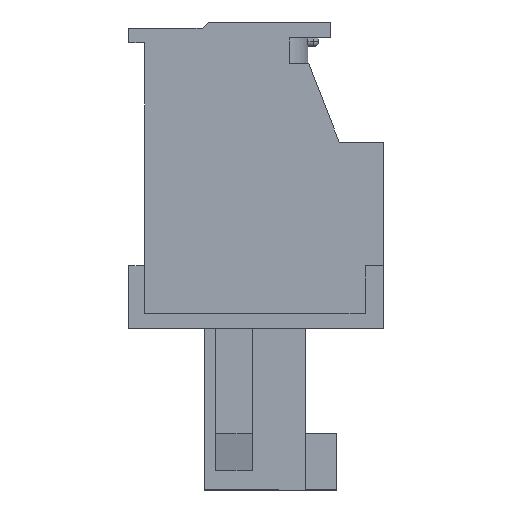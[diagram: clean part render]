
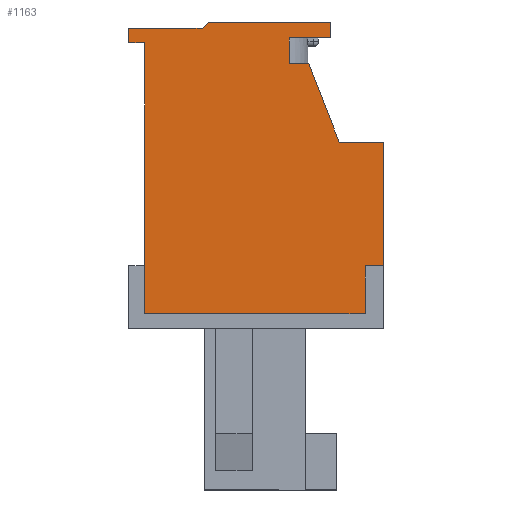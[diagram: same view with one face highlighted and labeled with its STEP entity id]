
A CAD part, left-side view. The second image highlights one B-rep face of the part: STEP entity #1163.
In plain terms, the highlighted planar face has unit normal (-1, 0, 0).
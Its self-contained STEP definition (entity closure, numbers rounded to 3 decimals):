
#1163 = ADVANCED_FACE( '', ( #2862 ), #2863, .T. );
#2862 = FACE_OUTER_BOUND( '', #5258, .T. );
#2863 = PLANE( '', #5259 );
#5258 = EDGE_LOOP( '', ( #8064, #8065, #8066, #8067, #8068, #8069, #8070, #8071, #8072, #8073, #8074, #8075, #8076, #8077, #8078, #8079 ) );
#5259 = AXIS2_PLACEMENT_3D( '', #8080, #8081, #8082 );
#8064 = ORIENTED_EDGE( '', *, *, #14763, .F. );
#8065 = ORIENTED_EDGE( '', *, *, #15050, .T. );
#8066 = ORIENTED_EDGE( '', *, *, #15051, .T. );
#8067 = ORIENTED_EDGE( '', *, *, #15052, .T. );
#8068 = ORIENTED_EDGE( '', *, *, #15053, .T. );
#8069 = ORIENTED_EDGE( '', *, *, #15054, .T. );
#8070 = ORIENTED_EDGE( '', *, *, #15055, .T. );
#8071 = ORIENTED_EDGE( '', *, *, #15056, .T. );
#8072 = ORIENTED_EDGE( '', *, *, #15057, .T. );
#8073 = ORIENTED_EDGE( '', *, *, #15058, .T. );
#8074 = ORIENTED_EDGE( '', *, *, #15059, .T. );
#8075 = ORIENTED_EDGE( '', *, *, #15060, .T. );
#8076 = ORIENTED_EDGE( '', *, *, #15061, .T. );
#8077 = ORIENTED_EDGE( '', *, *, #15062, .T. );
#8078 = ORIENTED_EDGE( '', *, *, #15063, .T. );
#8079 = ORIENTED_EDGE( '', *, *, #15064, .T. );
#8080 = CARTESIAN_POINT( '', ( -11.43, 0., 0. ) );
#8081 = DIRECTION( '', ( -1., 0., 0. ) );
#8082 = DIRECTION( '', ( 0., 0., 1. ) );
#14763 = EDGE_CURVE( '', #17709, #17710, #17711, .T. );
#15050 = EDGE_CURVE( '', #17709, #18222, #18223, .T. );
#15051 = EDGE_CURVE( '', #18222, #18224, #18225, .T. );
#15052 = EDGE_CURVE( '', #18224, #18226, #18227, .T. );
#15053 = EDGE_CURVE( '', #18226, #18228, #18229, .T. );
#15054 = EDGE_CURVE( '', #18228, #18230, #18231, .T. );
#15055 = EDGE_CURVE( '', #18230, #18232, #18233, .T. );
#15056 = EDGE_CURVE( '', #18232, #18234, #18235, .T. );
#15057 = EDGE_CURVE( '', #18234, #18236, #18237, .T. );
#15058 = EDGE_CURVE( '', #18236, #18238, #18239, .T. );
#15059 = EDGE_CURVE( '', #18238, #18240, #18241, .T. );
#15060 = EDGE_CURVE( '', #18240, #18242, #18243, .T. );
#15061 = EDGE_CURVE( '', #18242, #18244, #18245, .T. );
#15062 = EDGE_CURVE( '', #18244, #18246, #18247, .T. );
#15063 = EDGE_CURVE( '', #18246, #18248, #18249, .T. );
#15064 = EDGE_CURVE( '', #18248, #17710, #18250, .T. );
#17709 = VERTEX_POINT( '', #22025 );
#17710 = VERTEX_POINT( '', #22026 );
#17711 = LINE( '', #22027, #22028 );
#18222 = VERTEX_POINT( '', #22768 );
#18223 = LINE( '', #22769, #22770 );
#18224 = VERTEX_POINT( '', #22771 );
#18225 = LINE( '', #22772, #22773 );
#18226 = VERTEX_POINT( '', #22774 );
#18227 = LINE( '', #22775, #22776 );
#18228 = VERTEX_POINT( '', #22777 );
#18229 = LINE( '', #22778, #22779 );
#18230 = VERTEX_POINT( '', #22780 );
#18231 = LINE( '', #22781, #22782 );
#18232 = VERTEX_POINT( '', #22783 );
#18233 = LINE( '', #22784, #22785 );
#18234 = VERTEX_POINT( '', #22786 );
#18235 = LINE( '', #22787, #22788 );
#18236 = VERTEX_POINT( '', #22789 );
#18237 = LINE( '', #22790, #22791 );
#18238 = VERTEX_POINT( '', #22792 );
#18239 = LINE( '', #22793, #22794 );
#18240 = VERTEX_POINT( '', #22795 );
#18241 = LINE( '', #22796, #22797 );
#18242 = VERTEX_POINT( '', #22798 );
#18243 = LINE( '', #22799, #22800 );
#18244 = VERTEX_POINT( '', #22801 );
#18245 = LINE( '', #22802, #22803 );
#18246 = VERTEX_POINT( '', #22804 );
#18247 = LINE( '', #22805, #22806 );
#18248 = VERTEX_POINT( '', #22807 );
#18249 = LINE( '', #22808, #22809 );
#18250 = LINE( '', #22810, #22811 );
#22025 = CARTESIAN_POINT( '', ( -11.43, -1.4, 4.675 ) );
#22026 = CARTESIAN_POINT( '', ( -11.43, -2.2, 4.675 ) );
#22027 = CARTESIAN_POINT( '', ( -11.43, -1.4, 4.675 ) );
#22028 = VECTOR( '', #28014, 1000. );
#22768 = CARTESIAN_POINT( '', ( -11.43, -1.4, 5.725 ) );
#22769 = CARTESIAN_POINT( '', ( -11.43, -1.4, 4.675 ) );
#22770 = VECTOR( '', #28303, 1000. );
#22771 = CARTESIAN_POINT( '', ( -11.43, -3.1, 5.725 ) );
#22772 = CARTESIAN_POINT( '', ( -11.43, -2.2, 5.725 ) );
#22773 = VECTOR( '', #28304, 1000. );
#22774 = CARTESIAN_POINT( '', ( -11.43, -3.1, 6.375 ) );
#22775 = CARTESIAN_POINT( '', ( -11.43, -3.1, 5.725 ) );
#22776 = VECTOR( '', #28305, 1000. );
#22777 = CARTESIAN_POINT( '', ( -11.43, 1.9, 6.375 ) );
#22778 = CARTESIAN_POINT( '', ( -11.43, -3.1, 6.375 ) );
#22779 = VECTOR( '', #28306, 1000. );
#22780 = CARTESIAN_POINT( '', ( -11.43, 2.153, 6.125 ) );
#22781 = CARTESIAN_POINT( '', ( -11.43, 1.9, 6.375 ) );
#22782 = VECTOR( '', #28307, 1000. );
#22783 = CARTESIAN_POINT( '', ( -11.43, 5.15, 6.125 ) );
#22784 = CARTESIAN_POINT( '', ( -11.43, 2.153, 6.125 ) );
#22785 = VECTOR( '', #28308, 1000. );
#22786 = CARTESIAN_POINT( '', ( -11.43, 5.15, 5.525 ) );
#22787 = CARTESIAN_POINT( '', ( -11.43, 5.15, 6.125 ) );
#22788 = VECTOR( '', #28309, 1000. );
#22789 = CARTESIAN_POINT( '', ( -11.43, 4.5, 5.525 ) );
#22790 = CARTESIAN_POINT( '', ( -11.43, 5.15, 5.525 ) );
#22791 = VECTOR( '', #28310, 1000. );
#22792 = CARTESIAN_POINT( '', ( -11.43, 4.5, -5.525 ) );
#22793 = CARTESIAN_POINT( '', ( -11.43, 4.5, 5.525 ) );
#22794 = VECTOR( '', #28311, 1000. );
#22795 = CARTESIAN_POINT( '', ( -11.43, -4.5, -5.525 ) );
#22796 = CARTESIAN_POINT( '', ( -11.43, 4.5, -5.525 ) );
#22797 = VECTOR( '', #28312, 1000. );
#22798 = CARTESIAN_POINT( '', ( -11.43, -4.5, -3.575 ) );
#22799 = CARTESIAN_POINT( '', ( -11.43, -4.5, -5.525 ) );
#22800 = VECTOR( '', #28313, 1000. );
#22801 = CARTESIAN_POINT( '', ( -11.43, -5.25, -3.575 ) );
#22802 = CARTESIAN_POINT( '', ( -11.43, -4.5, -3.575 ) );
#22803 = VECTOR( '', #28314, 1000. );
#22804 = CARTESIAN_POINT( '', ( -11.43, -5.25, 1.475 ) );
#22805 = CARTESIAN_POINT( '', ( -11.43, -5.25, -3.575 ) );
#22806 = VECTOR( '', #28315, 1000. );
#22807 = CARTESIAN_POINT( '', ( -11.43, -3.45, 1.475 ) );
#22808 = CARTESIAN_POINT( '', ( -11.43, -5.25, 1.475 ) );
#22809 = VECTOR( '', #28316, 1000. );
#22810 = CARTESIAN_POINT( '', ( -11.43, -3.45, 1.475 ) );
#22811 = VECTOR( '', #28317, 1000. );
#28014 = DIRECTION( '', ( 0., -1., 0. ) );
#28303 = DIRECTION( '', ( 0., 0., 1. ) );
#28304 = DIRECTION( '', ( 0., -1., 0. ) );
#28305 = DIRECTION( '', ( 0., 0., 1. ) );
#28306 = DIRECTION( '', ( 0., 1., 0. ) );
#28307 = DIRECTION( '', ( 0., 0.711, -0.704 ) );
#28308 = DIRECTION( '', ( 0., 1., 0. ) );
#28309 = DIRECTION( '', ( 0., 0., -1. ) );
#28310 = DIRECTION( '', ( 0., -1., 0. ) );
#28311 = DIRECTION( '', ( 0., 0., -1. ) );
#28312 = DIRECTION( '', ( 0., -1., 0. ) );
#28313 = DIRECTION( '', ( 0., 0., 1. ) );
#28314 = DIRECTION( '', ( 0., -1., 0. ) );
#28315 = DIRECTION( '', ( 0., 0., 1. ) );
#28316 = DIRECTION( '', ( 0., 1., 0. ) );
#28317 = DIRECTION( '', ( 0., 0.364, 0.931 ) );
